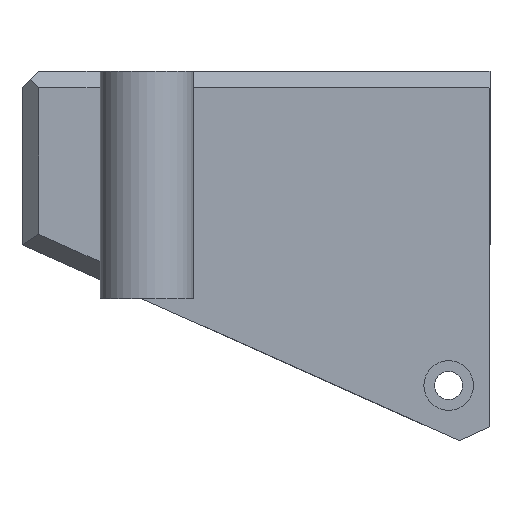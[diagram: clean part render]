
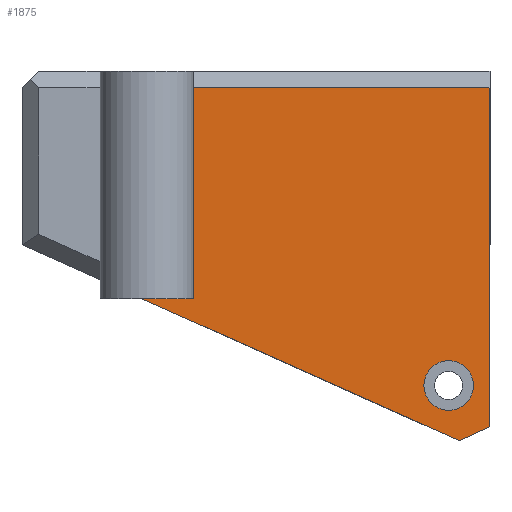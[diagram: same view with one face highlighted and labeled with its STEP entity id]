
A CAD part, left-side view. The second image highlights one B-rep face of the part: STEP entity #1875.
In plain terms, the highlighted planar face has unit normal (-1, 0, 0).
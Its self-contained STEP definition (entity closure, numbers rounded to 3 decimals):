
#17 = EDGE_CURVE ( 'NONE', #2587, #661, #2151, .T. ) ;
#20 = FACE_OUTER_BOUND ( 'NONE', #2743, .T. ) ;
#174 = DIRECTION ( 'NONE',  ( -1., 0., 0. ) ) ;
#184 = ORIENTED_EDGE ( 'NONE', *, *, #2139, .F. ) ;
#247 = PLANE ( 'NONE',  #1239 ) ;
#332 = LINE ( 'NONE', #2299, #512 ) ;
#334 = CARTESIAN_POINT ( 'NONE',  ( -109.65, 57.85, 93.5 ) ) ;
#336 = CARTESIAN_POINT ( 'NONE',  ( -109.65, 22., 119. ) ) ;
#411 = ORIENTED_EDGE ( 'NONE', *, *, #1578, .T. ) ;
#420 = DIRECTION ( 'NONE',  ( 0., 0., 1. ) ) ;
#470 = VECTOR ( 'NONE', #566, 1000. ) ;
#488 = DIRECTION ( 'NONE',  ( 0., 0., 1. ) ) ;
#503 = LINE ( 'NONE', #1469, #2063 ) ;
#512 = VECTOR ( 'NONE', #2268, 1000. ) ;
#527 = CIRCLE ( 'NONE', #1906, 3. ) ;
#566 = DIRECTION ( 'NONE',  ( 0., 1., 0. ) ) ;
#574 = CARTESIAN_POINT ( 'NONE',  ( -109.65, 27., 80. ) ) ;
#603 = ORIENTED_EDGE ( 'NONE', *, *, #17, .F. ) ;
#661 = VERTEX_POINT ( 'NONE', #746 ) ;
#746 = CARTESIAN_POINT ( 'NONE',  ( -109.65, 27., 86. ) ) ;
#759 = EDGE_CURVE ( 'NONE', #1227, #882, #332, .T. ) ;
#874 = EDGE_CURVE ( 'NONE', #2032, #1227, #2342, .T. ) ;
#882 = VERTEX_POINT ( 'NONE', #2329 ) ;
#1031 = EDGE_CURVE ( 'NONE', #2630, #1610, #2702, .T. ) ;
#1062 = CARTESIAN_POINT ( 'NONE',  ( -109.65, 0., 119. ) ) ;
#1113 = LINE ( 'NONE', #1807, #1798 ) ;
#1132 = VECTOR ( 'NONE', #2610, 1000. ) ;
#1227 = VERTEX_POINT ( 'NONE', #1924 ) ;
#1239 = AXIS2_PLACEMENT_3D ( 'NONE', #1466, #2449, #1423 ) ;
#1293 = DIRECTION ( 'NONE',  ( 0., 0., 1. ) ) ;
#1396 = EDGE_CURVE ( 'NONE', #1790, #2032, #1113, .T. ) ;
#1423 = DIRECTION ( 'NONE',  ( 0., 0., 1. ) ) ;
#1466 = CARTESIAN_POINT ( 'NONE',  ( -109.65, 0., 0. ) ) ;
#1469 = CARTESIAN_POINT ( 'NONE',  ( -109.65, 22., 100. ) ) ;
#1578 = EDGE_CURVE ( 'NONE', #882, #2630, #503, .T. ) ;
#1610 = VERTEX_POINT ( 'NONE', #3042 ) ;
#1628 = EDGE_CURVE ( 'NONE', #1790, #1610, #1801, .T. ) ;
#1746 = ORIENTED_EDGE ( 'NONE', *, *, #1628, .F. ) ;
#1790 = VERTEX_POINT ( 'NONE', #1886 ) ;
#1798 = VECTOR ( 'NONE', #2292, 1000. ) ;
#1801 = LINE ( 'NONE', #334, #2934 ) ;
#1807 = CARTESIAN_POINT ( 'NONE',  ( -109.65, 69.15, 93.5 ) ) ;
#1872 = CARTESIAN_POINT ( 'NONE',  ( -109.65, 27., 83. ) ) ;
#1875 = ADVANCED_FACE ( 'NONE', ( #20, #2218 ), #247, .T. ) ;
#1886 = CARTESIAN_POINT ( 'NONE',  ( -109.65, 57.85, 93.5 ) ) ;
#1906 = AXIS2_PLACEMENT_3D ( 'NONE', #2166, #3147, #488 ) ;
#1924 = CARTESIAN_POINT ( 'NONE',  ( -109.65, 25.738, 76.32 ) ) ;
#1998 = AXIS2_PLACEMENT_3D ( 'NONE', #1872, #174, #420 ) ;
#2032 = VERTEX_POINT ( 'NONE', #3004 ) ;
#2037 = ORIENTED_EDGE ( 'NONE', *, *, #1396, .T. ) ;
#2063 = VECTOR ( 'NONE', #2454, 1000. ) ;
#2139 = EDGE_CURVE ( 'NONE', #661, #2587, #527, .T. ) ;
#2151 = CIRCLE ( 'NONE', #1998, 3. ) ;
#2166 = CARTESIAN_POINT ( 'NONE',  ( -109.65, 27., 83. ) ) ;
#2218 = FACE_BOUND ( 'NONE', #2829, .T. ) ;
#2268 = DIRECTION ( 'NONE',  ( 0., -0.912, 0.41 ) ) ;
#2292 = DIRECTION ( 'NONE',  ( 0., 1., 0. ) ) ;
#2299 = CARTESIAN_POINT ( 'NONE',  ( -109.65, 25.738, 76.32 ) ) ;
#2329 = CARTESIAN_POINT ( 'NONE',  ( -109.65, 22., 78. ) ) ;
#2342 = LINE ( 'NONE', #2858, #1132 ) ;
#2449 = DIRECTION ( 'NONE',  ( -1., 0., 0. ) ) ;
#2454 = DIRECTION ( 'NONE',  ( 0., 0., 1. ) ) ;
#2541 = ORIENTED_EDGE ( 'NONE', *, *, #874, .T. ) ;
#2587 = VERTEX_POINT ( 'NONE', #574 ) ;
#2610 = DIRECTION ( 'NONE',  ( 0., -0.913, -0.409 ) ) ;
#2630 = VERTEX_POINT ( 'NONE', #336 ) ;
#2702 = LINE ( 'NONE', #1062, #470 ) ;
#2743 = EDGE_LOOP ( 'NONE', ( #411, #2922, #1746, #2037, #2541, #2986 ) ) ;
#2829 = EDGE_LOOP ( 'NONE', ( #184, #603 ) ) ;
#2858 = CARTESIAN_POINT ( 'NONE',  ( -109.65, 78.6, 100. ) ) ;
#2922 = ORIENTED_EDGE ( 'NONE', *, *, #1031, .T. ) ;
#2934 = VECTOR ( 'NONE', #1293, 1000. ) ;
#2986 = ORIENTED_EDGE ( 'NONE', *, *, #759, .T. ) ;
#3004 = CARTESIAN_POINT ( 'NONE',  ( -109.65, 64.09, 93.5 ) ) ;
#3042 = CARTESIAN_POINT ( 'NONE',  ( -109.65, 57.85, 119. ) ) ;
#3147 = DIRECTION ( 'NONE',  ( -1., 0., 0. ) ) ;
